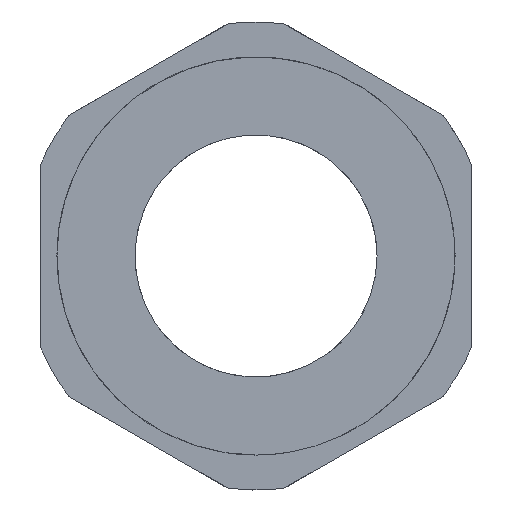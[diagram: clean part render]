
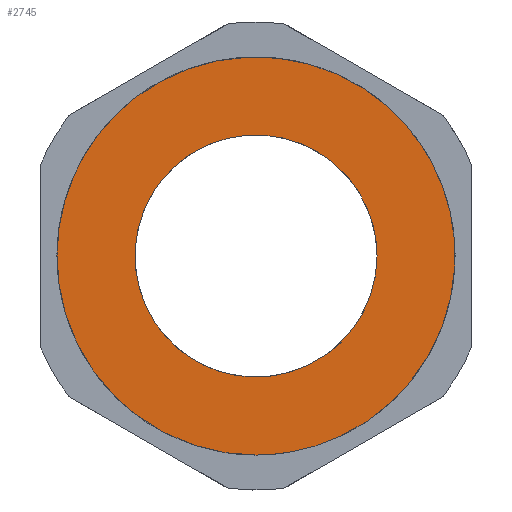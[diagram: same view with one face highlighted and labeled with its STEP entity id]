
A CAD part, front view. The second image highlights one B-rep face of the part: STEP entity #2745.
In plain terms, the highlighted free-form (B-spline) face has degree [1, 1] with [2, 2] control points.
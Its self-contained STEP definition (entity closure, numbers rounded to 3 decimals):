
#2671=CARTESIAN_POINT('V19',(11.25,0.0,
   0.));
#2672=VERTEX_POINT('V19',#2671);
#2696=CARTESIAN_POINT('E25',(11.25,0.0,
   0.));
#2697=CARTESIAN_POINT('E25',(11.25,0.,
   -19.486));
#2698=CARTESIAN_POINT('E25',(-5.625,0.0,
   -9.743));
#2699=CARTESIAN_POINT('E25',(-22.5,0.,
   0.));
#2700=CARTESIAN_POINT('E25',(-5.625,0.0,
   9.743));
#2701=CARTESIAN_POINT('E25',(11.25,0.0,
   19.486));
#2702=CARTESIAN_POINT('E25',(11.25,0.0,
   0.));
#2710=(BOUNDED_CURVE()B_SPLINE_CURVE(2,(#2696,#2697,#2698,#2699,
   #2700,#2701,#2702),.CIRCULAR_ARC.,.T.,.U.)
   B_SPLINE_CURVE_WITH_KNOTS((3,2,2,3),(0.0,0.333,
   0.667,1.0),.UNSPECIFIED.)CURVE()
   GEOMETRIC_REPRESENTATION_ITEM()RATIONAL_B_SPLINE_CURVE((1.0,
   0.5,1.0,0.5,1.0,0.5,1.0)
   )REPRESENTATION_ITEM('E25'));
#2711=EDGE_CURVE('E25',#2672,#2672,#2710,.T.);
#2716=CARTESIAN_POINT('F8',(-19.425,0.,
   19.425));
#2717=CARTESIAN_POINT('F8',(-19.425,0.,
   -19.425));
#2718=CARTESIAN_POINT('F8',(19.425,0.,
   19.425));
#2719=CARTESIAN_POINT('F8',(19.425,0.,
   -19.425));
#2720=QUASI_UNIFORM_SURFACE('F8',1,1,((#2716,#2718),(#2717,#2719)),
   .PLANE_SURF.,.F.,.F.,.U.);
#2721=CARTESIAN_POINT('V21',(0.,0.0,-18.5)
   );
#2722=VERTEX_POINT('V21',#2721);
#2723=CARTESIAN_POINT('E28',(0.,0.0,-18.5)
   );
#2724=CARTESIAN_POINT('E28',(-32.043,0.0,
   -18.5));
#2725=CARTESIAN_POINT('E28',(-16.021,0.0,
   9.25));
#2726=CARTESIAN_POINT('E28',(0.,0.0,37.)
   );
#2727=CARTESIAN_POINT('E28',(16.021,0.0,
   9.25));
#2728=CARTESIAN_POINT('E28',(32.043,0.0,
   -18.5));
#2729=CARTESIAN_POINT('E28',(0.,0.0,-18.5)
   );
#2737=(BOUNDED_CURVE()B_SPLINE_CURVE(2,(#2723,#2724,#2725,#2726,
   #2727,#2728,#2729),.CIRCULAR_ARC.,.T.,.U.)
   B_SPLINE_CURVE_WITH_KNOTS((3,2,2,3),(0.0,0.333,
   0.667,1.0),.UNSPECIFIED.)CURVE()
   GEOMETRIC_REPRESENTATION_ITEM()RATIONAL_B_SPLINE_CURVE((1.0,
   0.5,1.0,0.5,1.0,0.5,1.0)
   )REPRESENTATION_ITEM('E28'));
#2738=EDGE_CURVE('E28',#2722,#2722,#2737,.T.);
#2739=ORIENTED_EDGE('E28',*,*,#2738,.F.);
#2740=EDGE_LOOP('F8',(#2739));
#2741=FACE_OUTER_BOUND('F8',#2740,.T.);
#2742=ORIENTED_EDGE('F7',*,*,#2711,.T.);
#2743=EDGE_LOOP('F8',(#2742));
#2744=FACE_BOUND('F8',#2743,.T.);
#2745=ADVANCED_FACE('F8',(#2741,#2744),#2720,.T.);
